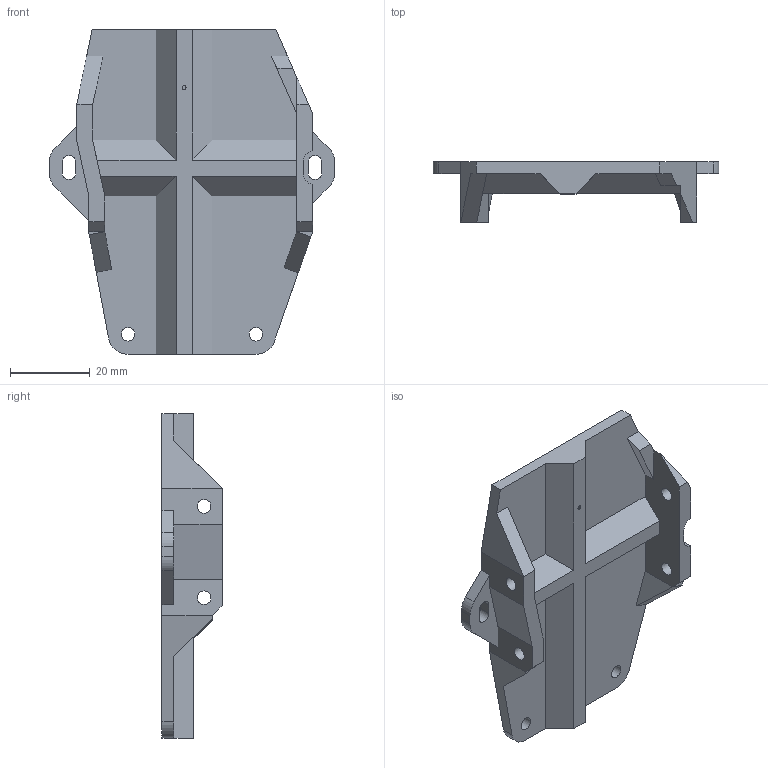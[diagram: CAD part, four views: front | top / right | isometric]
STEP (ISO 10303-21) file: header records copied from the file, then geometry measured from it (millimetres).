
FILE_DESCRIPTION(/* description */ (''),/* implementation_level */ '2;1');
FILE_NAME(/* name */ 'orange storm giga mount.step',/* time_stamp */ '2025-06-07T23:35:46+02:00',/* author */ (''),/* organization */ (''),/* preprocessor_version */ 'ST-DEVELOPER v20.1',/* originating_system */ 'Autodesk Translation Framework v14.10.0.0',/* authorisation */ '');
FILE_SCHEMA (('AUTOMOTIVE_DESIGN { 1 0 10303 214 3 1 1 }'));
Length unit declared in the file: millimetre
Products named in the file (2): orange storm giga mount; Pellet printhead V2 (GB parts) pellet hose right
Assembly tree (1 placements, depth 2):
  orange storm giga mount
    Pellet printhead V2 (GB parts) pellet hose right
Bounding box: 71.6 x 15.1 x 81.25 mm (x, y, z)
Volume: 22264.7 mm3; surface area: 12479.4 mm2
Topology: 1 solids, 1 shells, 80 faces, 223 edges, 146 vertices
Faces by surface type: plane 61, cylinder 19
Full cylindrical faces by diameter (mm): 1 x1, 3.4 x6
Entity records: 2633 total; most frequent: CARTESIAN_POINT 452, ORIENTED_EDGE 446, DIRECTION 427, EDGE_CURVE 223, LINE 185, VECTOR 185, VERTEX_POINT 146, AXIS2_PLACEMENT_3D 121
